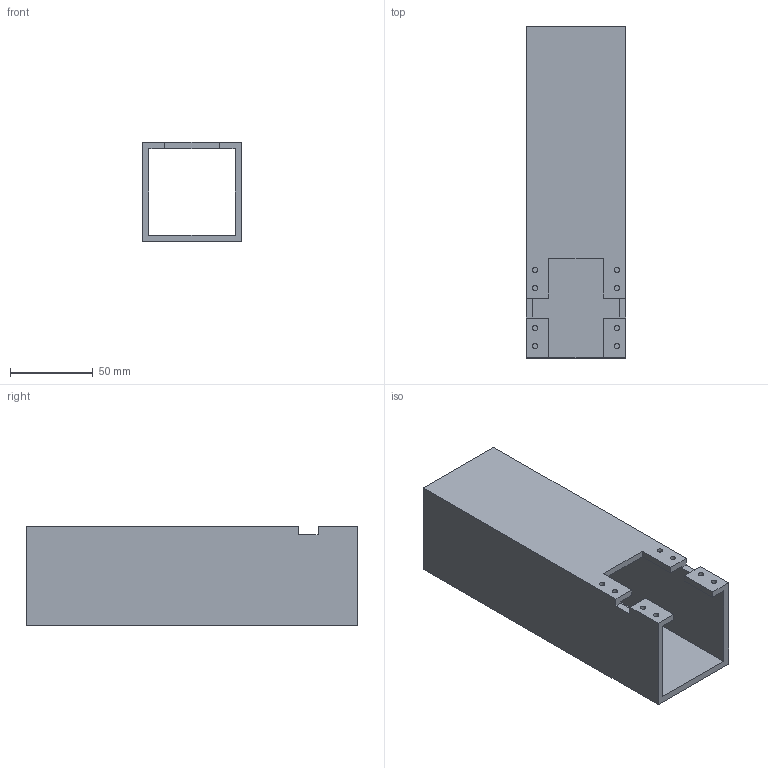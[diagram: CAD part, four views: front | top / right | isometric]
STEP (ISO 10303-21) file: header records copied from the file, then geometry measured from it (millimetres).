
FILE_DESCRIPTION(/* description */ ('Unknown'),/* implementation_level */ '2;1');
FILE_NAME(/* name */ 'Rohr4kt60x60-Teleskop50',/* time_stamp */ '2020-03-19T14:58:32+01:00',/* author */ ('Unknown'),/* organization */ ('Unknown'),/* preprocessor_version */ 'ST-DEVELOPER v16.7',/* originating_system */ 'Solid Edge',/* authorisation */ 'Unknown');
FILE_SCHEMA (('AUTOMOTIVE_DESIGN {1 0 10303 214 3 1 1}'));
Length unit declared in the file: millimetre
Products named in the file (1): Rohr4kt-Teleskop50-dy
Bounding box: 60 x 200 x 60 mm (x, y, z)
Volume: 169620.8 mm3; surface area: 87648.8 mm2
Topology: 1 solids, 1 shells, 41 faces, 144 edges, 96 vertices
Faces by surface type: plane 33, cylinder 8
Full cylindrical faces by diameter (mm): 3.242 x8
Entity records: 1777 total; most frequent: CARTESIAN_POINT 258, ORIENTED_EDGE 256, DIRECTION 236, EDGE_CURVE 128, LINE 104, VECTOR 104, VERTEX_POINT 88, AXIS2_PLACEMENT_3D 66
